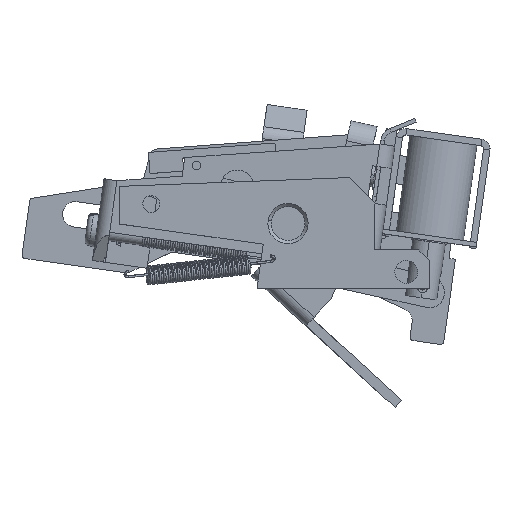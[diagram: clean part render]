
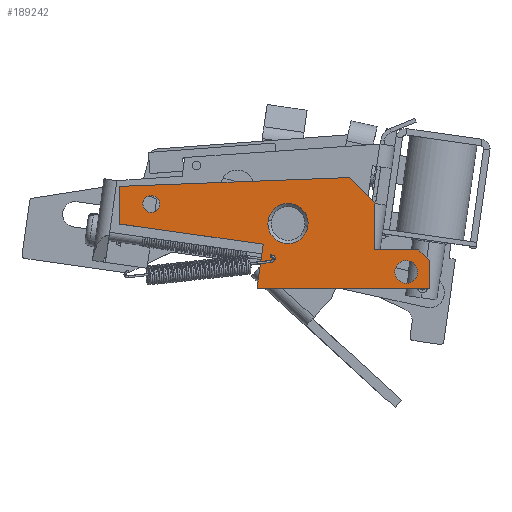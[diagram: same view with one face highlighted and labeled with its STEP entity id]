
A CAD part, top view. The second image highlights one B-rep face of the part: STEP entity #189242.
In plain terms, the highlighted planar face has unit normal (0, 0, 1).
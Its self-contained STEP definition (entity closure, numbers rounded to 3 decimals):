
#3532 = VECTOR ( 'NONE', #214698, 1000. ) ;
#4717 = CARTESIAN_POINT ( 'NONE',  ( -60.76, -26.852, 0. ) ) ;
#4894 = EDGE_LOOP ( 'NONE', ( #36862, #176692 ) ) ;
#10369 = VECTOR ( 'NONE', #118980, 1000. ) ;
#13304 = DIRECTION ( 'NONE',  ( -0.984, -0.177, 0. ) ) ;
#14199 = CARTESIAN_POINT ( 'NONE',  ( -8.475, -8.419, 0. ) ) ;
#14828 = LINE ( 'NONE', #274979, #157761 ) ;
#17193 = DIRECTION ( 'NONE',  ( 0., 0., 1. ) ) ;
#20453 = CARTESIAN_POINT ( 'NONE',  ( -61.999, -18.039, 0. ) ) ;
#25635 = CARTESIAN_POINT ( 'NONE',  ( -26.1, -21.188, 0. ) ) ;
#25739 = DIRECTION ( 'NONE',  ( 0., 0., 1. ) ) ;
#28481 = DIRECTION ( 'NONE',  ( 0., -1., 0. ) ) ;
#28484 = AXIS2_PLACEMENT_3D ( 'NONE', #217078, #25739, #197524 ) ;
#28602 = FACE_BOUND ( 'NONE', #242773, .T. ) ;
#29382 = VERTEX_POINT ( 'NONE', #95157 ) ;
#33954 = EDGE_CURVE ( 'NONE', #106973, #188410, #98507, .T. ) ;
#36486 = CARTESIAN_POINT ( 'NONE',  ( -21.35, -21.188, 0. ) ) ;
#36862 = ORIENTED_EDGE ( 'NONE', *, *, #102045, .F. ) ;
#43931 = LINE ( 'NONE', #155716, #156968 ) ;
#47216 = CARTESIAN_POINT ( 'NONE',  ( -0.141, -24.537, 0. ) ) ;
#47741 = VERTEX_POINT ( 'NONE', #179400 ) ;
#48515 = ORIENTED_EDGE ( 'NONE', *, *, #154030, .F. ) ;
#53707 = CARTESIAN_POINT ( 'NONE',  ( -26.48, -37.352, 0. ) ) ;
#54200 = ORIENTED_EDGE ( 'NONE', *, *, #84783, .F. ) ;
#57739 = AXIS2_PLACEMENT_3D ( 'NONE', #77110, #158911, #243426 ) ;
#59033 = CARTESIAN_POINT ( 'NONE',  ( -21.35, -21.188, 0. ) ) ;
#59843 = DIRECTION ( 'NONE',  ( -0.99, -0.139, 0. ) ) ;
#59899 = CIRCLE ( 'NONE', #173022, 2.7 ) ;
#60768 = CARTESIAN_POINT ( 'NONE',  ( 10.158, -23.089, 0. ) ) ;
#65190 = DIRECTION ( 'NONE',  ( 0.99, 0.139, 0. ) ) ;
#66169 = VECTOR ( 'NONE', #275094, 1000. ) ;
#66585 = DIRECTION ( 'NONE',  ( 1., 0., 0. ) ) ;
#73671 = AXIS2_PLACEMENT_3D ( 'NONE', #36486, #226055, #206453 ) ;
#77110 = CARTESIAN_POINT ( 'NONE',  ( -53.99, -21.152, 0. ) ) ;
#77602 = LINE ( 'NONE', #191492, #183960 ) ;
#84783 = EDGE_CURVE ( 'NONE', #95709, #190880, #59899, .T. ) ;
#86386 = CARTESIAN_POINT ( 'NONE',  ( 12.953, -25.196, 0. ) ) ;
#90116 = VERTEX_POINT ( 'NONE', #271727 ) ;
#92973 = CARTESIAN_POINT ( 'NONE',  ( -1.687, -13.535, 0. ) ) ;
#94383 = ORIENTED_EDGE ( 'NONE', *, *, #183894, .T. ) ;
#95157 = CARTESIAN_POINT ( 'NONE',  ( -8.475, -8.419, 0. ) ) ;
#95168 = LINE ( 'NONE', #14199, #258071 ) ;
#95709 = VERTEX_POINT ( 'NONE', #119016 ) ;
#97260 = ORIENTED_EDGE ( 'NONE', *, *, #119214, .F. ) ;
#98507 = LINE ( 'NONE', #60768, #214746 ) ;
#100015 = CARTESIAN_POINT ( 'NONE',  ( -0.141, -24.537, 0. ) ) ;
#100371 = CIRCLE ( 'NONE', #233109, 2.7 ) ;
#101846 = DIRECTION ( 'NONE',  ( 0., 0., 1. ) ) ;
#102045 = EDGE_CURVE ( 'NONE', #251315, #90116, #185872, .T. ) ;
#103142 = LINE ( 'NONE', #4717, #3532 ) ;
#103670 = DIRECTION ( 'NONE',  ( 1., 0., 0. ) ) ;
#106973 = VERTEX_POINT ( 'NONE', #211841 ) ;
#107353 = CARTESIAN_POINT ( 'NONE',  ( 0., 0., 0. ) ) ;
#109281 = ORIENTED_EDGE ( 'NONE', *, *, #230419, .T. ) ;
#109611 = VECTOR ( 'NONE', #215296, 1000. ) ;
#110650 = VERTEX_POINT ( 'NONE', #252043 ) ;
#112255 = ORIENTED_EDGE ( 'NONE', *, *, #138753, .T. ) ;
#114428 = VERTEX_POINT ( 'NONE', #92973 ) ;
#118980 = DIRECTION ( 'NONE',  ( 1., 0., 0. ) ) ;
#119016 = CARTESIAN_POINT ( 'NONE',  ( 10.615, -28.627, 0. ) ) ;
#119214 = EDGE_CURVE ( 'NONE', #190474, #130682, #165118, .T. ) ;
#125780 = ORIENTED_EDGE ( 'NONE', *, *, #233268, .T. ) ;
#127980 = CIRCLE ( 'NONE', #73671, 4.75 ) ;
#130271 = CIRCLE ( 'NONE', #28484, 2. ) ;
#130682 = VERTEX_POINT ( 'NONE', #218791 ) ;
#132788 = EDGE_CURVE ( 'NONE', #188410, #114428, #247549, .T. ) ;
#134892 = FACE_BOUND ( 'NONE', #4894, .T. ) ;
#138753 = EDGE_CURVE ( 'NONE', #180172, #106973, #14828, .T. ) ;
#139143 = ORIENTED_EDGE ( 'NONE', *, *, #199767, .F. ) ;
#143172 = ORIENTED_EDGE ( 'NONE', *, *, #166523, .T. ) ;
#147331 = PLANE ( 'NONE',  #196575 ) ;
#147723 = DIRECTION ( 'NONE',  ( -0.799, 0.602, 0. ) ) ;
#153806 = EDGE_CURVE ( 'NONE', #90116, #251315, #130271, .T. ) ;
#154028 = DIRECTION ( 'NONE',  ( -0.139, 0.99, 0. ) ) ;
#154030 = EDGE_CURVE ( 'NONE', #190880, #95709, #100371, .T. ) ;
#154359 = EDGE_CURVE ( 'NONE', #47741, #224962, #43931, .T. ) ;
#155716 = CARTESIAN_POINT ( 'NONE',  ( -26.48, -26.852, 0. ) ) ;
#156968 = VECTOR ( 'NONE', #28481, 1000. ) ;
#157761 = VECTOR ( 'NONE', #147723, 1000. ) ;
#158911 = DIRECTION ( 'NONE',  ( 0., 0., 1. ) ) ;
#161584 = FACE_OUTER_BOUND ( 'NONE', #209736, .T. ) ;
#162349 = ORIENTED_EDGE ( 'NONE', *, *, #154359, .T. ) ;
#165028 = CARTESIAN_POINT ( 'NONE',  ( 7.915, -28.627, 0. ) ) ;
#165118 = CIRCLE ( 'NONE', #257543, 4.75 ) ;
#166523 = EDGE_CURVE ( 'NONE', #110650, #47741, #170045, .T. ) ;
#166827 = DIRECTION ( 'NONE',  ( 0., 0., 1. ) ) ;
#170045 = LINE ( 'NONE', #248045, #10369 ) ;
#173022 = AXIS2_PLACEMENT_3D ( 'NONE', #165028, #101846, #103670 ) ;
#176692 = ORIENTED_EDGE ( 'NONE', *, *, #153806, .F. ) ;
#178010 = CARTESIAN_POINT ( 'NONE',  ( -51.99, -21.152, 0. ) ) ;
#179382 = VERTEX_POINT ( 'NONE', #20453 ) ;
#179400 = CARTESIAN_POINT ( 'NONE',  ( -26.48, -26.852, 0. ) ) ;
#180172 = VERTEX_POINT ( 'NONE', #86386 ) ;
#182086 = VERTEX_POINT ( 'NONE', #197362 ) ;
#183894 = EDGE_CURVE ( 'NONE', #29382, #179382, #95168, .T. ) ;
#183960 = VECTOR ( 'NONE', #65190, 1000. ) ;
#184272 = ORIENTED_EDGE ( 'NONE', *, *, #132788, .T. ) ;
#185872 = CIRCLE ( 'NONE', #57739, 2. ) ;
#188410 = VERTEX_POINT ( 'NONE', #100015 ) ;
#189242 = ADVANCED_FACE ( 'NONE', ( #134892, #241274, #28602, #161584 ), #147331, .T. ) ;
#190474 = VERTEX_POINT ( 'NONE', #25635 ) ;
#190880 = VERTEX_POINT ( 'NONE', #262398 ) ;
#191010 = VECTOR ( 'NONE', #154028, 1000. ) ;
#191492 = CARTESIAN_POINT ( 'NONE',  ( -26.48, -37.352, 0. ) ) ;
#193838 = DIRECTION ( 'NONE',  ( 0., 0., 1. ) ) ;
#194079 = ORIENTED_EDGE ( 'NONE', *, *, #204791, .T. ) ;
#196575 = AXIS2_PLACEMENT_3D ( 'NONE', #107353, #166827, #255993 ) ;
#197362 = CARTESIAN_POINT ( 'NONE',  ( 13.865, -31.682, 0. ) ) ;
#197524 = DIRECTION ( 'NONE',  ( 1., 0., 0. ) ) ;
#199767 = EDGE_CURVE ( 'NONE', #130682, #190474, #127980, .T. ) ;
#202653 = LINE ( 'NONE', #255241, #109611 ) ;
#203373 = ORIENTED_EDGE ( 'NONE', *, *, #240606, .T. ) ;
#204791 = EDGE_CURVE ( 'NONE', #224962, #182086, #77602, .T. ) ;
#206453 = DIRECTION ( 'NONE',  ( 1., 0., 0. ) ) ;
#207634 = ORIENTED_EDGE ( 'NONE', *, *, #33954, .T. ) ;
#209736 = EDGE_LOOP ( 'NONE', ( #162349, #194079, #125780, #112255, #207634, #184272, #203373, #94383, #109281, #143172 ) ) ;
#211841 = CARTESIAN_POINT ( 'NONE',  ( 10.158, -23.089, 0. ) ) ;
#214698 = DIRECTION ( 'NONE',  ( 0.139, -0.99, 0. ) ) ;
#214746 = VECTOR ( 'NONE', #59843, 1000. ) ;
#215296 = DIRECTION ( 'NONE',  ( -0.139, 0.99, 0. ) ) ;
#217078 = CARTESIAN_POINT ( 'NONE',  ( -53.99, -21.152, 0. ) ) ;
#218791 = CARTESIAN_POINT ( 'NONE',  ( -16.6, -21.188, 0. ) ) ;
#224962 = VERTEX_POINT ( 'NONE', #53707 ) ;
#226055 = DIRECTION ( 'NONE',  ( 0., 0., 1. ) ) ;
#229938 = DIRECTION ( 'NONE',  ( 1., 0., 0. ) ) ;
#230419 = EDGE_CURVE ( 'NONE', #179382, #110650, #103142, .T. ) ;
#233109 = AXIS2_PLACEMENT_3D ( 'NONE', #236591, #193838, #66585 ) ;
#233268 = EDGE_CURVE ( 'NONE', #182086, #180172, #202653, .T. ) ;
#233301 = CARTESIAN_POINT ( 'NONE',  ( -1.687, -13.535, 0. ) ) ;
#236591 = CARTESIAN_POINT ( 'NONE',  ( 7.915, -28.627, 0. ) ) ;
#238856 = EDGE_LOOP ( 'NONE', ( #139143, #97260 ) ) ;
#240606 = EDGE_CURVE ( 'NONE', #114428, #29382, #248967, .T. ) ;
#241274 = FACE_BOUND ( 'NONE', #238856, .T. ) ;
#242773 = EDGE_LOOP ( 'NONE', ( #54200, #48515 ) ) ;
#243426 = DIRECTION ( 'NONE',  ( 1., 0., 0. ) ) ;
#247549 = LINE ( 'NONE', #47216, #191010 ) ;
#248045 = CARTESIAN_POINT ( 'NONE',  ( -60.76, -26.852, 0. ) ) ;
#248967 = LINE ( 'NONE', #233301, #66169 ) ;
#251315 = VERTEX_POINT ( 'NONE', #178010 ) ;
#252043 = CARTESIAN_POINT ( 'NONE',  ( -60.76, -26.852, 0. ) ) ;
#255241 = CARTESIAN_POINT ( 'NONE',  ( 13.865, -31.682, 0. ) ) ;
#255993 = DIRECTION ( 'NONE',  ( 1., 0., 0. ) ) ;
#257543 = AXIS2_PLACEMENT_3D ( 'NONE', #59033, #17193, #229938 ) ;
#258071 = VECTOR ( 'NONE', #13304, 1000. ) ;
#262398 = CARTESIAN_POINT ( 'NONE',  ( 5.215, -28.627, 0. ) ) ;
#271727 = CARTESIAN_POINT ( 'NONE',  ( -55.99, -21.152, 0. ) ) ;
#274979 = CARTESIAN_POINT ( 'NONE',  ( 12.953, -25.196, 0. ) ) ;
#275094 = DIRECTION ( 'NONE',  ( -0.799, 0.602, 0. ) ) ;
